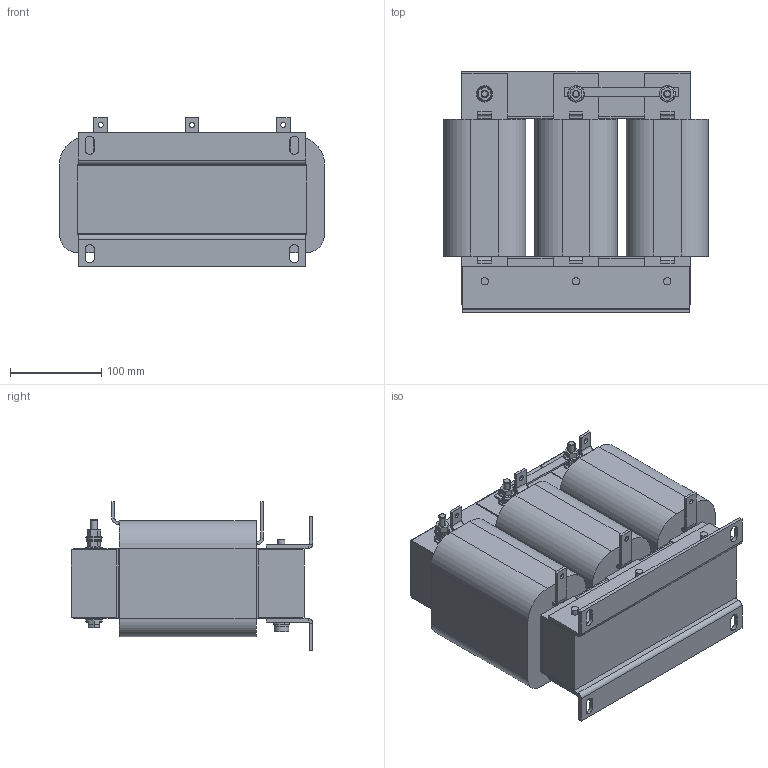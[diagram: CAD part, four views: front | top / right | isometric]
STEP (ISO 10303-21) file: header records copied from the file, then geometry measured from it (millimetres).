
FILE_DESCRIPTION (( 'STEP AP214' ), '1' );
FILE_NAME ('307555.STEP', '2020-10-09T14:19:19', ( '' ), ( '' ), 'SwSTEP 2.0', 'SolidWorks 2018', '' );
FILE_SCHEMA (( 'AUTOMOTIVE_DESIGN' ));
Length unit declared in the file: millimetre
Products named in the file (1): 307555
Bounding box: 290 x 264.6 x 163 mm (x, y, z)
Volume: 7051401.2 mm3; surface area: 420654.9 mm2
Topology: 1 solids, 1 shells, 460 faces, 1141 edges, 708 vertices
Faces by surface type: plane 327, cylinder 107, cone 16, torus 10
Entity records: 13711 total; most frequent: CARTESIAN_POINT 2570, DIRECTION 2311, ORIENTED_EDGE 2282, EDGE_CURVE 1141, VECTOR 813, LINE 813, AXIS2_PLACEMENT_3D 749, VERTEX_POINT 708
